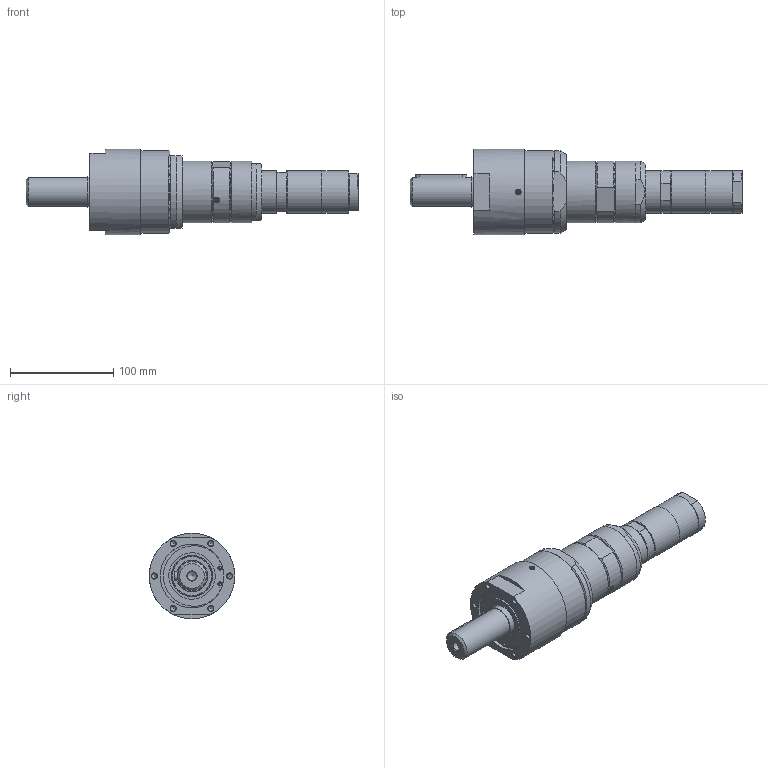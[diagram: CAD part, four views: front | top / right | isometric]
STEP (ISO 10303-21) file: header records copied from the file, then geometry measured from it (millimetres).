
FILE_DESCRIPTION(/* description */ (''),/* implementation_level */ '2;1');
FILE_NAME(/* name */ 'MRD 38-10_60008877.stp',/* time_stamp */ '2018-06-07T17:09:05+02:00',/* author */ ('FLambert'),/* organization */ (''),/* preprocessor_version */ 'ST-DEVELOPER v17',/* originating_system */ 'Autodesk Inventor 2018',/* authorisation */ '');
FILE_SCHEMA (('AUTOMOTIVE_DESIGN { 1 0 10303 214 3 1 1 }'));
Length unit declared in the file: millimetre
Products named in the file (1): MRD 38-10_60008877
Bounding box: 322 x 83 x 83 mm (x, y, z)
Volume: 821888 mm3; surface area: 84663.7 mm2
Topology: 1 solids, 55 shells, 568 faces, 1313 edges, 882 vertices
Faces by surface type: cylinder 262, plane 237, cone 50, torus 8, bspline 7, sphere 4
Full cylindrical faces by diameter (mm): 1.55 x4, 2.5 x2, 3.3 x1, 3.6 x2, 4 x4, 4.917 x6, 5 x2, 5.5 x2, 8.376 x1, 11.445 x3, 28 x1, 30 x2, 36 x1, 38 x1, 40 x1, 41.5 x3, 42 x1, 45 x1, 60 x2, 62 x1, 67 x1, 67.4 x1, 68.178 x1, 68.376 x1, 80 x1, 83 x1
Entity records: 17168 total; most frequent: CARTESIAN_POINT 3260, DIRECTION 3035, ORIENTED_EDGE 2610, EDGE_CURVE 1305, AXIS2_PLACEMENT_3D 1248, VERTEX_POINT 882, CIRCLE 686, EDGE_LOOP 615
